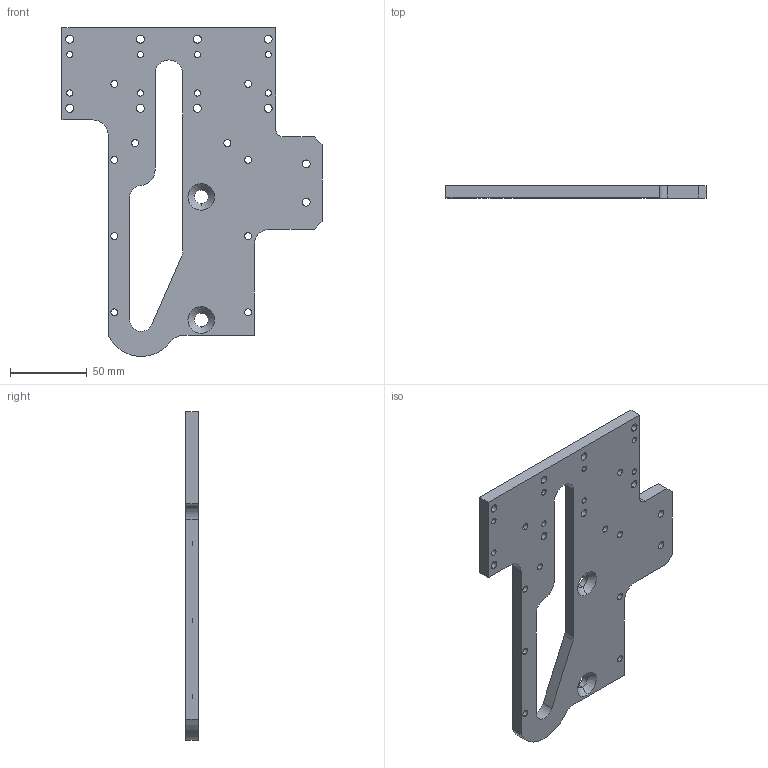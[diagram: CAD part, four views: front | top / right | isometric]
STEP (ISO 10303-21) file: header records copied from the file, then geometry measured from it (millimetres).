
FILE_DESCRIPTION (( 'STEP AP214' ), '1' );
FILE_NAME ('K4-PLAQUE DE BASE.STEP', '2022-05-23T19:08:00', ( '' ), ( '' ), 'SwSTEP 2.0', 'SolidWorks 2021', '' );
FILE_SCHEMA (( 'AUTOMOTIVE_DESIGN' ));
Length unit declared in the file: millimetre
Products named in the file (1): K4-PLAQUE DE BASE
Bounding box: 169 x 8 x 213.65 mm (x, y, z)
Volume: 159287.8 mm3; surface area: 53227.9 mm2
Topology: 1 solids, 1 shells, 123 faces, 329 edges, 218 vertices
Faces by surface type: cylinder 91, plane 28, cone 4
Entity records: 4139 total; most frequent: DIRECTION 763, CARTESIAN_POINT 671, ORIENTED_EDGE 658, EDGE_CURVE 329, AXIS2_PLACEMENT_3D 310, VERTEX_POINT 218, EDGE_LOOP 195, CIRCLE 186
